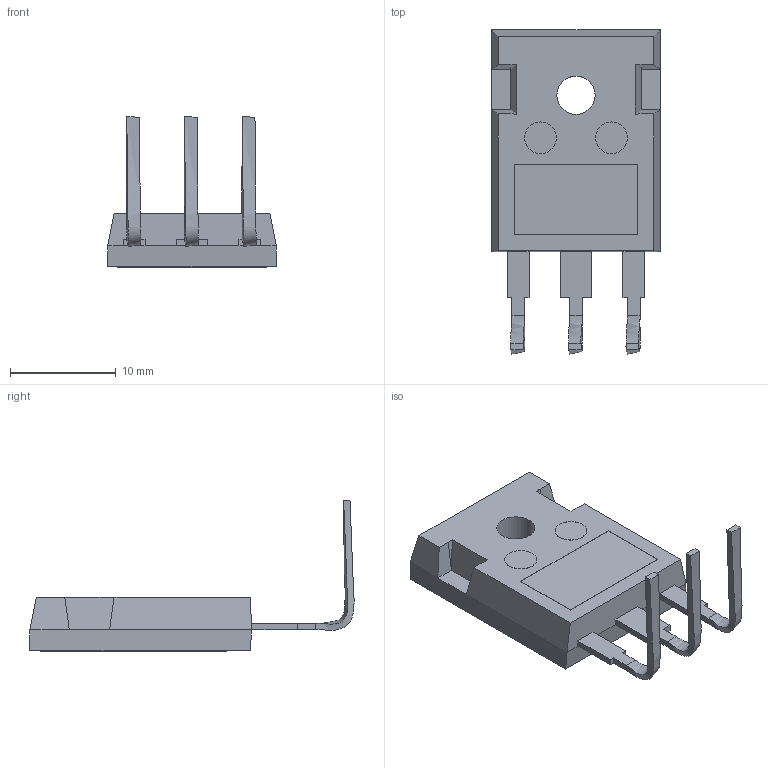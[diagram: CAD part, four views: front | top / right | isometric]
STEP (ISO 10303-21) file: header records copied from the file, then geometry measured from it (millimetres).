
FILE_DESCRIPTION (( 'STEP AP214' ), '1' );
FILE_NAME ('TO-247.STEP', '2019-07-12T18:58:03', ( '' ), ( '' ), 'SwSTEP 2.0', 'SolidWorks 2015', '' );
FILE_SCHEMA (( 'AUTOMOTIVE_DESIGN' ));
Length unit declared in the file: millimetre
Products named in the file (1): TO-247
Bounding box: 15.9 x 30.61 x 14.22 mm (x, y, z)
Volume: 1586.2 mm3; surface area: 1306 mm2
Topology: 1 solids, 1 shells, 93 faces, 233 edges, 142 vertices
Faces by surface type: plane 71, bspline 12, cylinder 6, cone 4
Entity records: 3747 total; most frequent: CARTESIAN_POINT 1097, ORIENTED_EDGE 458, DIRECTION 391, EDGE_CURVE 229, LINE 199, VECTOR 199, VERTEX_POINT 142, EDGE_LOOP 99
